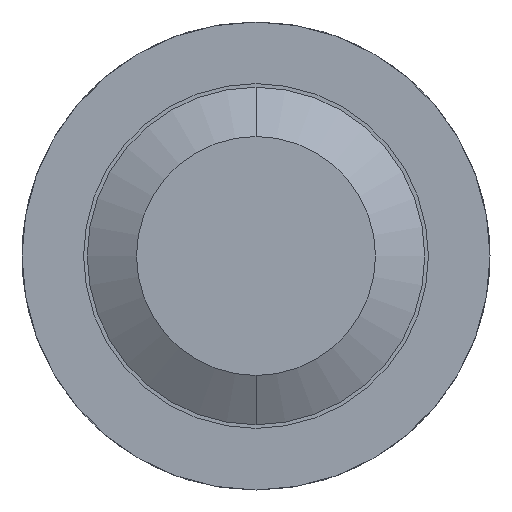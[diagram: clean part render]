
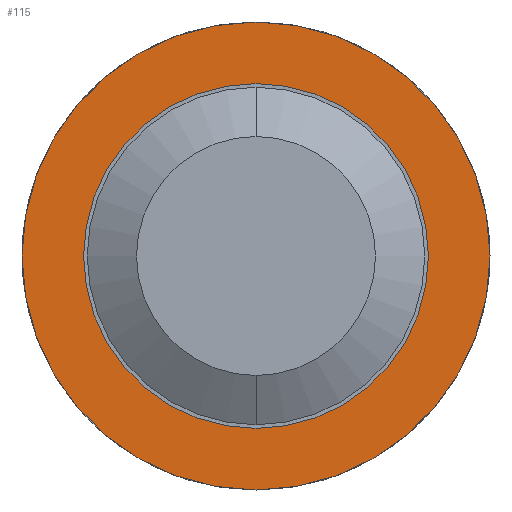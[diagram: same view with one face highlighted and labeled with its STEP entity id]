
A CAD part, front view. The second image highlights one B-rep face of the part: STEP entity #115.
In plain terms, the highlighted planar face has unit normal (0, -1, 0).
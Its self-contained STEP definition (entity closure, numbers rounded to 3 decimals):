
#25 = CIRCLE ( 'NONE', #2890, 0.95 ) ;
#115 = ADVANCED_FACE ( 'Defeature ausgef�hrt2_33', ( #1000, #4349 ), #3555, .F. ) ;
#133 = CARTESIAN_POINT ( 'NONE',  ( 0., -2.5, 0.95 ) ) ;
#137 = ORIENTED_EDGE ( 'NONE', *, *, #2586, .F. ) ;
#298 = DIRECTION ( 'NONE',  ( 0., 1., 0. ) ) ;
#484 = AXIS2_PLACEMENT_3D ( 'NONE', #2136, #4337, #4726 ) ;
#647 = VERTEX_POINT ( 'NONE', #4048 ) ;
#717 = AXIS2_PLACEMENT_3D ( 'NONE', #1397, #4343, #1764 ) ;
#761 = AXIS2_PLACEMENT_3D ( 'NONE', #4687, #298, #3268 ) ;
#897 = EDGE_CURVE ( 'Defeature ausgef�hrt2_33+Defeature ausgef�hrt2_27+Defeature ausgef�hrt2_27+Defeature ausgef�hrt2_27', #3033, #4788, #2820, .T. ) ;
#1000 = FACE_OUTER_BOUND ( 'NONE', #1410, .T. ) ;
#1071 = CARTESIAN_POINT ( 'NONE',  ( 0., -2.5, 0. ) ) ;
#1140 = CARTESIAN_POINT ( 'NONE',  ( 0., -2.5, 0. ) ) ;
#1397 = CARTESIAN_POINT ( 'NONE',  ( 0., -2.5, 0. ) ) ;
#1410 = EDGE_LOOP ( 'NONE', ( #137, #3603 ) ) ;
#1490 = AXIS2_PLACEMENT_3D ( 'NONE', #1071, #4809, #2457 ) ;
#1711 = ORIENTED_EDGE ( 'NONE', *, *, #2455, .T. ) ;
#1764 = DIRECTION ( 'NONE',  ( 0., 0., 1. ) ) ;
#2109 = VERTEX_POINT ( 'NONE', #133 ) ;
#2136 = CARTESIAN_POINT ( 'NONE',  ( 0., -2.5, 0. ) ) ;
#2287 = DIRECTION ( 'NONE',  ( 0., 1., 0. ) ) ;
#2309 = ORIENTED_EDGE ( 'NONE', *, *, #897, .T. ) ;
#2455 = EDGE_CURVE ( 'Defeature ausgef�hrt2_33+Defeature ausgef�hrt2_27+Defeature ausgef�hrt2_27+Defeature ausgef�hrt2_27', #4788, #3033, #4222, .T. ) ;
#2457 = DIRECTION ( 'NONE',  ( 0., 0., 1. ) ) ;
#2586 = EDGE_CURVE ( 'Defeature ausgef�hrt2_32+Defeature ausgef�hrt2_33+Defeature ausgef�hrt2_33+Defeature ausgef�hrt2_33', #2109, #647, #25, .T. ) ;
#2820 = CIRCLE ( 'NONE', #484, 0.685 ) ;
#2890 = AXIS2_PLACEMENT_3D ( 'NONE', #1140, #2287, #3422 ) ;
#2948 = CIRCLE ( 'NONE', #1490, 0.95 ) ;
#3019 = CARTESIAN_POINT ( 'NONE',  ( 0., -2.5, -0.685 ) ) ;
#3033 = VERTEX_POINT ( 'NONE', #3019 ) ;
#3268 = DIRECTION ( 'NONE',  ( 0., 0., 1. ) ) ;
#3401 = EDGE_LOOP ( 'NONE', ( #1711, #2309 ) ) ;
#3422 = DIRECTION ( 'NONE',  ( 0., 0., 1. ) ) ;
#3555 = PLANE ( 'NONE',  #761 ) ;
#3603 = ORIENTED_EDGE ( 'NONE', *, *, #3911, .F. ) ;
#3911 = EDGE_CURVE ( 'Defeature ausgef�hrt2_32+Defeature ausgef�hrt2_33+Defeature ausgef�hrt2_33+Defeature ausgef�hrt2_33', #647, #2109, #2948, .T. ) ;
#4048 = CARTESIAN_POINT ( 'NONE',  ( 0., -2.5, -0.95 ) ) ;
#4222 = CIRCLE ( 'NONE', #717, 0.685 ) ;
#4337 = DIRECTION ( 'NONE',  ( 0., 1., 0. ) ) ;
#4343 = DIRECTION ( 'NONE',  ( 0., 1., 0. ) ) ;
#4349 = FACE_BOUND ( 'NONE', #3401, .T. ) ;
#4422 = CARTESIAN_POINT ( 'NONE',  ( 0., -2.5, 0.685 ) ) ;
#4687 = CARTESIAN_POINT ( 'NONE',  ( 0.95, -2.5, 0. ) ) ;
#4726 = DIRECTION ( 'NONE',  ( 0., 0., 1. ) ) ;
#4788 = VERTEX_POINT ( 'NONE', #4422 ) ;
#4809 = DIRECTION ( 'NONE',  ( 0., 1., 0. ) ) ;
